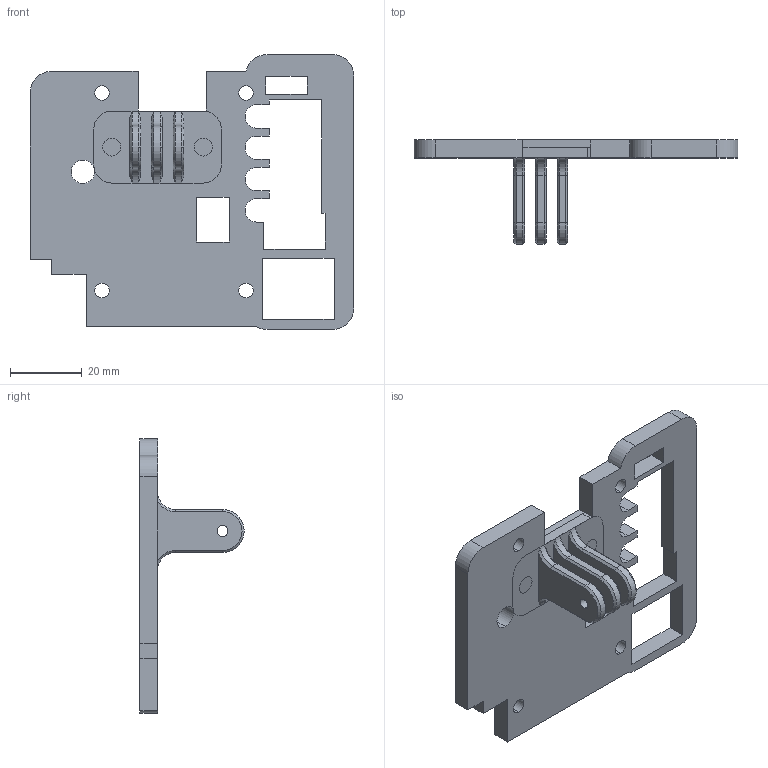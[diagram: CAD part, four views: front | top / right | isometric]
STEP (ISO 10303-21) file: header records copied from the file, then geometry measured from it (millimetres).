
FILE_DESCRIPTION (( 'STEP AP214' ), '1' );
FILE_NAME ('支架装配体_合一零件-2025030701.STEP', '2025-03-07T10:29:20', ( '' ), ( '' ), 'SwSTEP 2.0', 'SolidWorks 2018', '' );
FILE_SCHEMA (( 'AUTOMOTIVE_DESIGN' ));
Length unit declared in the file: millimetre
Products named in the file (1): 支架装配体_合一零件-2025030701
Bounding box: 90 x 29 x 76.4 mm (x, y, z)
Volume: 27748.1 mm3; surface area: 16631.5 mm2
Topology: 2 solids, 2 shells, 142 faces, 378 edges, 240 vertices
Faces by surface type: plane 79, cylinder 42, cone 21
Entity records: 6055 total; most frequent: CARTESIAN_POINT 797, DIRECTION 760, ORIENTED_EDGE 756, EDGE_CURVE 378, VECTOR 258, LINE 258, AXIS2_PLACEMENT_3D 251, VERTEX_POINT 240
